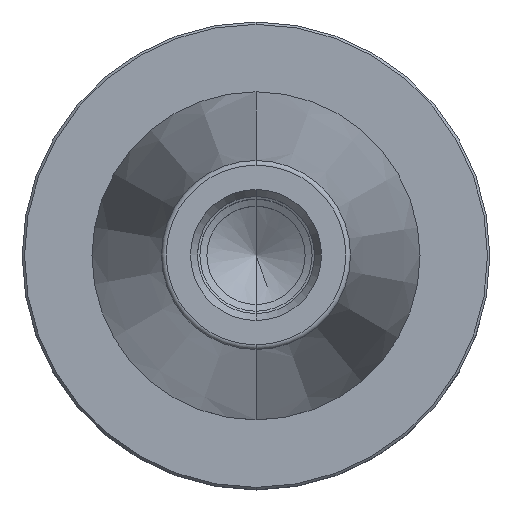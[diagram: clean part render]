
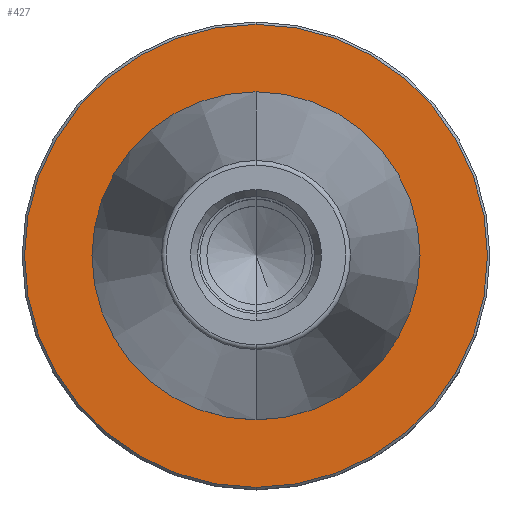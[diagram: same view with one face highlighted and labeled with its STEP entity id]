
A CAD part, top view. The second image highlights one B-rep face of the part: STEP entity #427.
In plain terms, the highlighted planar face has unit normal (0, 0, 1).
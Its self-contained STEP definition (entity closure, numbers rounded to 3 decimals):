
#427=ADVANCED_FACE('',(#981,#982),#983,.T.);
#451=VERTEX_POINT('',#1012);
#541=VERTEX_POINT('',#1120);
#567=VERTEX_POINT('',#1149);
#593=EDGE_CURVE('',#451,#541,#1180,.T.);
#615=EDGE_CURVE('',#803,#567,#1205,.T.);
#715=EDGE_CURVE('',#541,#451,#1315,.T.);
#733=EDGE_CURVE('',#567,#803,#1333,.T.);
#803=VERTEX_POINT('',#1411);
#981=FACE_OUTER_BOUND('',#1633,.T.);
#982=FACE_BOUND('',#1634,.T.);
#983=PLANE('',#1635);
#1012=CARTESIAN_POINT('',(0.,-49.5,-3.0));
#1120=CARTESIAN_POINT('',(0.0,49.5,-3.0));
#1149=CARTESIAN_POINT('',(0.0,35.071,-3.0));
#1180=CIRCLE('',#1883,49.5);
#1205=CIRCLE('',#1911,35.071);
#1315=CIRCLE('',#2063,49.5);
#1333=CIRCLE('',#2086,35.071);
#1411=CARTESIAN_POINT('',(0.,-35.071,-3.0));
#1633=EDGE_LOOP('',(#2390,#2391));
#1634=EDGE_LOOP('',(#2392,#2393));
#1635=AXIS2_PLACEMENT_3D('',#2394,#2395,#2396);
#1883=AXIS2_PLACEMENT_3D('',#2696,#2697,#2698);
#1911=AXIS2_PLACEMENT_3D('',#2728,#2729,#2730);
#2063=AXIS2_PLACEMENT_3D('',#2863,#2864,#2865);
#2086=AXIS2_PLACEMENT_3D('',#2873,#2874,#2875);
#2390=ORIENTED_EDGE('',*,*,#715,.F.);
#2391=ORIENTED_EDGE('',*,*,#593,.F.);
#2392=ORIENTED_EDGE('',*,*,#733,.T.);
#2393=ORIENTED_EDGE('',*,*,#615,.T.);
#2394=CARTESIAN_POINT('',(0.0,42.285,-3.0));
#2395=DIRECTION('',(-0.0,0.0,1.0));
#2396=DIRECTION('',(0.0,-1.0,0.0));
#2696=CARTESIAN_POINT('',(0.0,0.0,-3.0));
#2697=DIRECTION('',(0.0,0.0,-1.0));
#2698=DIRECTION('',(0.0,1.0,0.0));
#2728=CARTESIAN_POINT('',(0.0,0.0,-3.0));
#2729=DIRECTION('',(0.0,0.0,-1.0));
#2730=DIRECTION('',(0.0,1.0,0.0));
#2863=CARTESIAN_POINT('',(0.0,0.0,-3.0));
#2864=DIRECTION('',(0.0,0.0,-1.0));
#2865=DIRECTION('',(0.0,1.0,0.0));
#2873=CARTESIAN_POINT('',(0.0,0.0,-3.0));
#2874=DIRECTION('',(0.0,0.0,-1.0));
#2875=DIRECTION('',(0.0,1.0,0.0));
